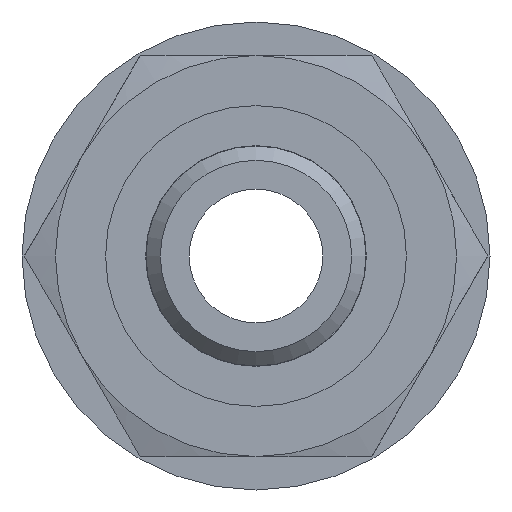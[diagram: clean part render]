
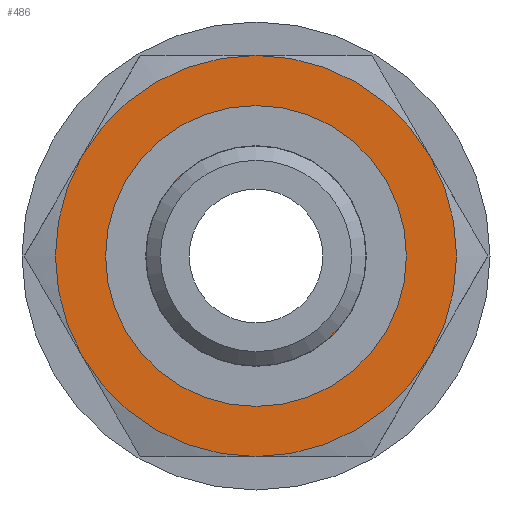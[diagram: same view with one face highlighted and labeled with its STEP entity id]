
A CAD part, front view. The second image highlights one B-rep face of the part: STEP entity #486.
In plain terms, the highlighted planar face has unit normal (0, -1, 0).
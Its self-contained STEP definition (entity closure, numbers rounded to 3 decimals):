
#57=PLANE('',#573);
#137=ORIENTED_EDGE('',*,*,#251,.F.);
#138=ORIENTED_EDGE('',*,*,#235,.T.);
#139=ORIENTED_EDGE('',*,*,#238,.T.);
#140=ORIENTED_EDGE('',*,*,#241,.T.);
#141=ORIENTED_EDGE('',*,*,#248,.T.);
#142=ORIENTED_EDGE('',*,*,#231,.T.);
#143=ORIENTED_EDGE('',*,*,#232,.T.);
#231=EDGE_CURVE('',#285,#287,#321,.T.);
#232=EDGE_CURVE('',#287,#288,#322,.T.);
#235=EDGE_CURVE('',#288,#290,#323,.T.);
#238=EDGE_CURVE('',#290,#292,#324,.T.);
#241=EDGE_CURVE('',#292,#294,#325,.T.);
#248=EDGE_CURVE('',#294,#285,#328,.T.);
#251=EDGE_CURVE('',#299,#299,#329,.T.);
#285=VERTEX_POINT('',#832);
#287=VERTEX_POINT('',#838);
#288=VERTEX_POINT('',#842);
#290=VERTEX_POINT('',#854);
#292=VERTEX_POINT('',#866);
#294=VERTEX_POINT('',#878);
#299=VERTEX_POINT('',#915);
#321=CIRCLE('',#558,12.);
#322=CIRCLE('',#560,12.);
#323=CIRCLE('',#562,12.);
#324=CIRCLE('',#564,12.);
#325=CIRCLE('',#566,12.);
#328=CIRCLE('',#572,12.);
#329=CIRCLE('',#574,6.579);
#360=EDGE_LOOP('',(#137));
#361=EDGE_LOOP('',(#138,#139,#140,#141,#142,#143));
#416=FACE_BOUND('',#360,.T.);
#417=FACE_BOUND('',#361,.T.);
#486=ADVANCED_FACE('',(#416,#417),#57,.F.);
#558=AXIS2_PLACEMENT_3D('',#839,#641,#642);
#560=AXIS2_PLACEMENT_3D('',#841,#645,#646);
#562=AXIS2_PLACEMENT_3D('',#853,#649,#650);
#564=AXIS2_PLACEMENT_3D('',#865,#653,#654);
#566=AXIS2_PLACEMENT_3D('',#877,#657,#658);
#572=AXIS2_PLACEMENT_3D('',#903,#669,#670);
#573=AXIS2_PLACEMENT_3D('',#913,#671,#672);
#574=AXIS2_PLACEMENT_3D('',#914,#673,#674);
#641=DIRECTION('',(0.,-1.,0.));
#642=DIRECTION('',(0.,0.,-1.));
#645=DIRECTION('',(0.,-1.,0.));
#646=DIRECTION('',(0.,0.,-1.));
#649=DIRECTION('',(0.,-1.,0.));
#650=DIRECTION('',(0.,0.,-1.));
#653=DIRECTION('',(0.,-1.,0.));
#654=DIRECTION('',(0.,0.,-1.));
#657=DIRECTION('',(0.,-1.,0.));
#658=DIRECTION('',(0.,0.,-1.));
#669=DIRECTION('',(0.,-1.,0.));
#670=DIRECTION('',(0.,0.,-1.));
#671=DIRECTION('',(0.,1.,0.));
#672=DIRECTION('',(0.,0.,1.));
#673=DIRECTION('',(0.,-1.,0.));
#674=DIRECTION('',(0.,0.,-1.));
#832=CARTESIAN_POINT('',(-10.392,8.,6.));
#838=CARTESIAN_POINT('',(-10.392,8.,-6.));
#839=CARTESIAN_POINT('',(0.,8.,0.));
#841=CARTESIAN_POINT('',(0.,8.,0.));
#842=CARTESIAN_POINT('',(0.,8.,-12.));
#853=CARTESIAN_POINT('',(0.,8.,0.));
#854=CARTESIAN_POINT('',(10.392,8.,-6.));
#865=CARTESIAN_POINT('',(0.,8.,0.));
#866=CARTESIAN_POINT('',(10.392,8.,6.));
#877=CARTESIAN_POINT('',(0.,8.,0.));
#878=CARTESIAN_POINT('',(0.,8.,12.));
#903=CARTESIAN_POINT('',(0.,8.,0.));
#913=CARTESIAN_POINT('',(12.,8.,0.));
#914=CARTESIAN_POINT('',(0.,8.,0.));
#915=CARTESIAN_POINT('',(0.,8.,-6.579));
